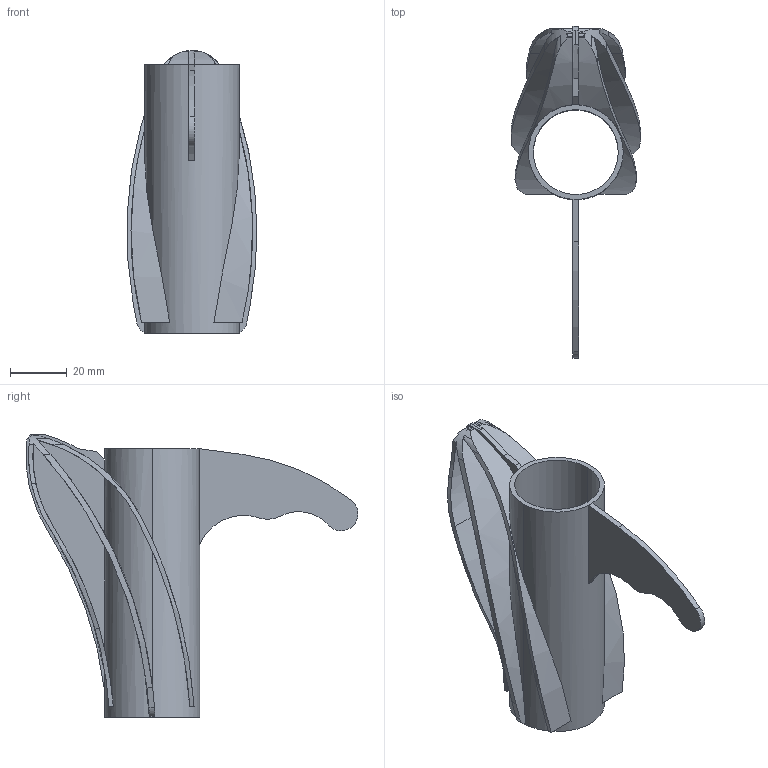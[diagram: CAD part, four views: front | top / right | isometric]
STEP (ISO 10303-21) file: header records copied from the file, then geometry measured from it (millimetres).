
FILE_DESCRIPTION (( 'STEP AP214' ), '1' );
FILE_NAME ('6290201.stp', '2016-06-30T05:51:48', ( '' ), ( '' ), 'SwSTEP 2.0', 'SolidWorks 2014', '' );
FILE_SCHEMA (( 'AUTOMOTIVE_DESIGN' ));
Length unit declared in the file: millimetre
Products named in the file (1): 6290201
Bounding box: 45.87 x 117.32 x 100 mm (x, y, z)
Volume: 31130.1 mm3; surface area: 35788.1 mm2
Topology: 1 solids, 1 shells, 91 faces, 265 edges, 176 vertices
Faces by surface type: cylinder 64, plane 27
Entity records: 3821 total; most frequent: CARTESIAN_POINT 1504, ORIENTED_EDGE 530, DIRECTION 419, EDGE_CURVE 265, VERTEX_POINT 176, AXIS2_PLACEMENT_3D 157, VECTOR 105, LINE 105
